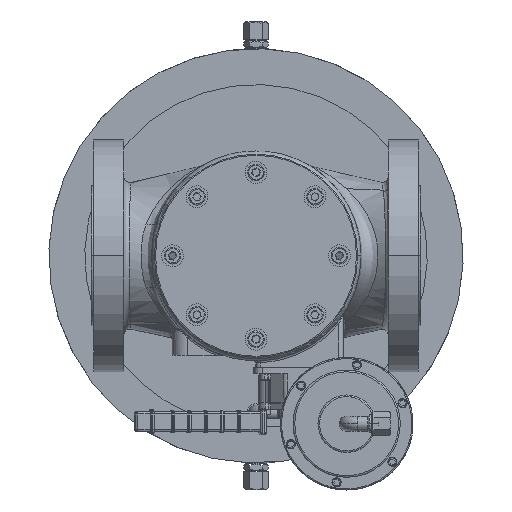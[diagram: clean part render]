
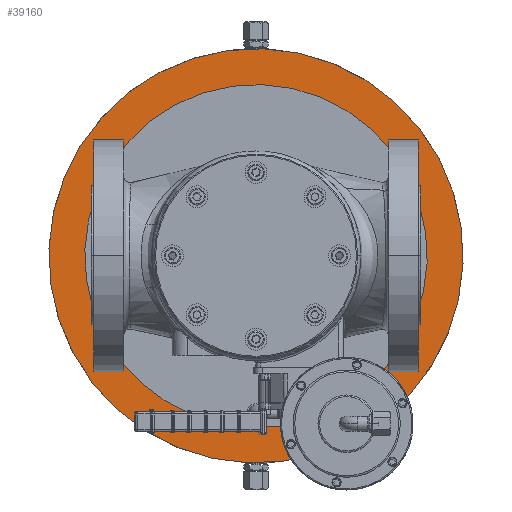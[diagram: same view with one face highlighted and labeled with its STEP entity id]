
A CAD part, front view. The second image highlights one B-rep face of the part: STEP entity #39160.
In plain terms, the highlighted planar face has unit normal (0, -1, 0).
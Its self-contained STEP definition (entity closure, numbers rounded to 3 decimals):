
#2392 = VERTEX_POINT ( 'NONE', #12340 ) ;
#3038 = ORIENTED_EDGE ( 'NONE', *, *, #4241, .F. ) ;
#3251 = CARTESIAN_POINT ( 'NONE',  ( -115.243, 178.8, 248.903 ) ) ;
#4241 = EDGE_CURVE ( 'NONE', #46994, #40911, #34702, .T. ) ;
#6059 = ORIENTED_EDGE ( 'NONE', *, *, #28427, .F. ) ;
#6671 = EDGE_CURVE ( 'NONE', #26342, #2392, #17690, .T. ) ;
#9376 = CARTESIAN_POINT ( 'NONE',  ( 115.243, 178.8, -46.903 ) ) ;
#9830 = CARTESIAN_POINT ( 'NONE',  ( 0., 178.8, 101. ) ) ;
#11373 = DIRECTION ( 'NONE',  ( -0.615, 0., 0.789 ) ) ;
#12340 = CARTESIAN_POINT ( 'NONE',  ( -95.268, 178.8, 223.266 ) ) ;
#13493 = CARTESIAN_POINT ( 'NONE',  ( 0., 178.8, 101. ) ) ;
#13729 = CIRCLE ( 'NONE', #23056, 187.5 ) ;
#16934 = EDGE_LOOP ( 'NONE', ( #3038, #6059 ) ) ;
#17690 = CIRCLE ( 'NONE', #22925, 155. ) ;
#18691 = PLANE ( 'NONE',  #51303 ) ;
#18885 = DIRECTION ( 'NONE',  ( -0.615, 0., 0.789 ) ) ;
#18927 = DIRECTION ( 'NONE',  ( -0.615, 0., 0.789 ) ) ;
#19573 = DIRECTION ( 'NONE',  ( -0.615, 0., 0.789 ) ) ;
#20137 = CARTESIAN_POINT ( 'NONE',  ( 0., 178.8, 101. ) ) ;
#22474 = ORIENTED_EDGE ( 'NONE', *, *, #31723, .T. ) ;
#22925 = AXIS2_PLACEMENT_3D ( 'NONE', #9830, #45223, #18927 ) ;
#23056 = AXIS2_PLACEMENT_3D ( 'NONE', #37872, #51244, #11373 ) ;
#25553 = CARTESIAN_POINT ( 'NONE',  ( 95.268, 178.8, -21.266 ) ) ;
#26342 = VERTEX_POINT ( 'NONE', #25553 ) ;
#26606 = CIRCLE ( 'NONE', #27977, 155. ) ;
#27175 = DIRECTION ( 'NONE',  ( 0., 1., 0. ) ) ;
#27977 = AXIS2_PLACEMENT_3D ( 'NONE', #13493, #39599, #44425 ) ;
#28427 = EDGE_CURVE ( 'NONE', #40911, #46994, #13729, .T. ) ;
#31723 = EDGE_CURVE ( 'NONE', #2392, #26342, #26606, .T. ) ;
#33031 = EDGE_LOOP ( 'NONE', ( #22474, #55287 ) ) ;
#34702 = CIRCLE ( 'NONE', #44695, 187.5 ) ;
#37872 = CARTESIAN_POINT ( 'NONE',  ( 0., 178.8, 101. ) ) ;
#39160 = ADVANCED_FACE ( 'NONE', ( #40912, #54793 ), #18691, .F. ) ;
#39599 = DIRECTION ( 'NONE',  ( 0., 1., 0. ) ) ;
#40911 = VERTEX_POINT ( 'NONE', #3251 ) ;
#40912 = FACE_BOUND ( 'NONE', #33031, .T. ) ;
#44425 = DIRECTION ( 'NONE',  ( -0.615, 0., 0.789 ) ) ;
#44695 = AXIS2_PLACEMENT_3D ( 'NONE', #20137, #46867, #19573 ) ;
#44790 = CARTESIAN_POINT ( 'NONE',  ( -122.266, 178.8, 5.732 ) ) ;
#45223 = DIRECTION ( 'NONE',  ( 0., 1., 0. ) ) ;
#46867 = DIRECTION ( 'NONE',  ( 0., 1., 0. ) ) ;
#46994 = VERTEX_POINT ( 'NONE', #9376 ) ;
#51244 = DIRECTION ( 'NONE',  ( 0., 1., 0. ) ) ;
#51303 = AXIS2_PLACEMENT_3D ( 'NONE', #44790, #27175, #18885 ) ;
#54793 = FACE_OUTER_BOUND ( 'NONE', #16934, .T. ) ;
#55287 = ORIENTED_EDGE ( 'NONE', *, *, #6671, .T. ) ;
